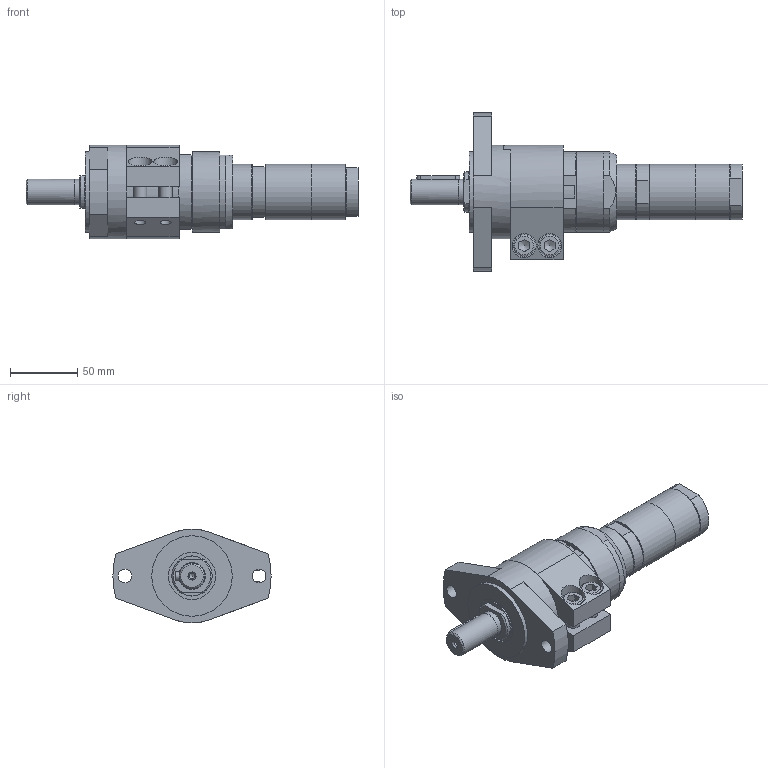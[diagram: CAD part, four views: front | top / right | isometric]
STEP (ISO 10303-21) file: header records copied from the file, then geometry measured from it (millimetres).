
FILE_DESCRIPTION(/* description */ (''),/* implementation_level */ '2;1');
FILE_NAME(/* name */ 'MUD 23-30 F100_60031707.stp',/* time_stamp */ '2018-10-23T17:47:07+02:00',/* author */ ('flambert'),/* organization */ (''),/* preprocessor_version */ 'ST-DEVELOPER v17',/* originating_system */ 'Autodesk Inventor 2018',/* authorisation */ '');
FILE_SCHEMA (('AUTOMOTIVE_DESIGN { 1 0 10303 214 3 1 1 }'));
Length unit declared in the file: millimetre
Products named in the file (1): MUD 23-30 F100_60031707
Bounding box: 247.5 x 118 x 70 mm (x, y, z)
Volume: 568298 mm3; surface area: 65746.7 mm2
Topology: 1 solids, 1 shells, 237 faces, 626 edges, 416 vertices
Faces by surface type: plane 146, cylinder 50, cone 30, bspline 7, torus 4
Full cylindrical faces by diameter (mm): 4.134 x1, 8.376 x2, 10 x2, 10.3 x2, 10.5 x2, 11.445 x3, 16 x2, 18 x2, 18.8 x1, 19 x1, 29.95 x1, 35 x1, 41.5 x3, 42 x1, 55.178 x1, 60 x2, 70 x1
Entity records: 7776 total; most frequent: CARTESIAN_POINT 1508, ORIENTED_EDGE 1246, DIRECTION 1236, EDGE_CURVE 623, AXIS2_PLACEMENT_3D 440, VERTEX_POINT 416, LINE 356, VECTOR 356
